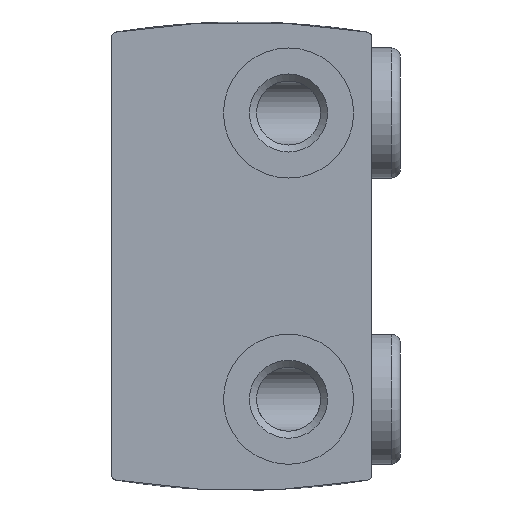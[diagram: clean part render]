
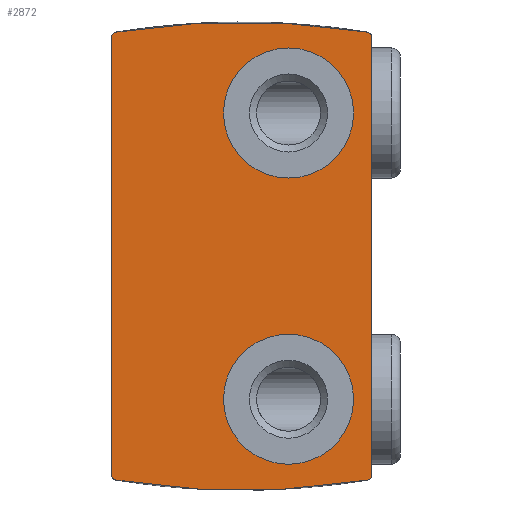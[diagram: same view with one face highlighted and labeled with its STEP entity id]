
A CAD part, front view. The second image highlights one B-rep face of the part: STEP entity #2872.
In plain terms, the highlighted planar face has unit normal (0, -1, 0).
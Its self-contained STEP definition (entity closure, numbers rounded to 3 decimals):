
#112=LINE('',#4101,#293);
#118=LINE('',#4129,#299);
#293=VECTOR('',#3391,1000.);
#299=VECTOR('',#3421,1000.);
#439=PLANE('',#3078);
#649=ORIENTED_EDGE('',*,*,#1227,.F.);
#650=ORIENTED_EDGE('',*,*,#1228,.F.);
#651=ORIENTED_EDGE('',*,*,#1183,.F.);
#652=ORIENTED_EDGE('',*,*,#1217,.F.);
#653=ORIENTED_EDGE('',*,*,#1206,.F.);
#654=ORIENTED_EDGE('',*,*,#1203,.F.);
#655=ORIENTED_EDGE('',*,*,#1198,.F.);
#656=ORIENTED_EDGE('',*,*,#1195,.F.);
#657=ORIENTED_EDGE('',*,*,#1192,.F.);
#658=ORIENTED_EDGE('',*,*,#1189,.F.);
#1183=EDGE_CURVE('',#1476,#1477,#1658,.T.);
#1189=EDGE_CURVE('',#1477,#1482,#112,.T.);
#1192=EDGE_CURVE('',#1482,#1484,#1662,.T.);
#1195=EDGE_CURVE('',#1484,#1486,#1664,.T.);
#1198=EDGE_CURVE('',#1486,#1488,#1666,.T.);
#1203=EDGE_CURVE('',#1488,#1492,#118,.T.);
#1206=EDGE_CURVE('',#1492,#1494,#1670,.T.);
#1217=EDGE_CURVE('',#1494,#1476,#1676,.T.);
#1227=EDGE_CURVE('',#1512,#1512,#1684,.T.);
#1228=EDGE_CURVE('',#1513,#1513,#1685,.T.);
#1476=VERTEX_POINT('',#4089);
#1477=VERTEX_POINT('',#4090);
#1482=VERTEX_POINT('',#4102);
#1484=VERTEX_POINT('',#4108);
#1486=VERTEX_POINT('',#4114);
#1488=VERTEX_POINT('',#4120);
#1492=VERTEX_POINT('',#4130);
#1494=VERTEX_POINT('',#4136);
#1512=VERTEX_POINT('',#4190);
#1513=VERTEX_POINT('',#4192);
#1658=CIRCLE('',#3044,0.2);
#1662=CIRCLE('',#3050,0.2);
#1664=CIRCLE('',#3053,30.);
#1666=CIRCLE('',#3056,0.2);
#1670=CIRCLE('',#3062,0.2);
#1676=CIRCLE('',#3069,30.);
#1684=CIRCLE('',#3079,2.5);
#1685=CIRCLE('',#3080,2.5);
#1768=EDGE_LOOP('',(#649));
#1769=EDGE_LOOP('',(#650));
#1770=EDGE_LOOP('',(#651,#652,#653,#654,#655,#656,#657,#658));
#1959=FACE_BOUND('',#1768,.T.);
#1960=FACE_BOUND('',#1769,.T.);
#1961=FACE_BOUND('',#1770,.T.);
#2872=ADVANCED_FACE('',(#1959,#1960,#1961),#439,.F.);
#3044=AXIS2_PLACEMENT_3D('',#4088,#3379,#3380);
#3050=AXIS2_PLACEMENT_3D('',#4107,#3396,#3397);
#3053=AXIS2_PLACEMENT_3D('',#4113,#3403,#3404);
#3056=AXIS2_PLACEMENT_3D('',#4119,#3410,#3411);
#3062=AXIS2_PLACEMENT_3D('',#4135,#3426,#3427);
#3069=AXIS2_PLACEMENT_3D('',#4169,#3443,#3444);
#3078=AXIS2_PLACEMENT_3D('',#4188,#3463,#3464);
#3079=AXIS2_PLACEMENT_3D('',#4189,#3465,#3466);
#3080=AXIS2_PLACEMENT_3D('',#4191,#3467,#3468);
#3379=DIRECTION('',(0.,1.,0.));
#3380=DIRECTION('',(1.,0.,0.));
#3391=DIRECTION('',(0.,0.,1.));
#3396=DIRECTION('',(0.,1.,0.));
#3397=DIRECTION('',(1.,0.,0.));
#3403=DIRECTION('',(0.,1.,0.));
#3404=DIRECTION('',(1.,0.,0.));
#3410=DIRECTION('',(0.,1.,0.));
#3411=DIRECTION('',(1.,0.,0.));
#3421=DIRECTION('',(0.,0.,-1.));
#3426=DIRECTION('',(0.,1.,0.));
#3427=DIRECTION('',(1.,0.,0.));
#3443=DIRECTION('',(0.,1.,0.));
#3444=DIRECTION('',(1.,0.,0.));
#3463=DIRECTION('',(0.,1.,0.));
#3464=DIRECTION('',(0.,0.,1.));
#3465=DIRECTION('',(0.,-1.,0.));
#3466=DIRECTION('',(0.,0.,-1.));
#3467=DIRECTION('',(0.,-1.,0.));
#3468=DIRECTION('',(0.,0.,-1.));
#4088=CARTESIAN_POINT('',(-4.8,0.,-8.411));
#4089=CARTESIAN_POINT('',(-4.832,0.,-8.608));
#4090=CARTESIAN_POINT('',(-5.,0.,-8.411));
#4101=CARTESIAN_POINT('',(-5.,0.,-8.411));
#4102=CARTESIAN_POINT('',(-5.,0.,8.411));
#4107=CARTESIAN_POINT('',(-4.8,0.,8.411));
#4108=CARTESIAN_POINT('',(-4.832,0.,8.608));
#4113=CARTESIAN_POINT('',(0.,0.,-21.));
#4114=CARTESIAN_POINT('',(4.832,0.,8.608));
#4119=CARTESIAN_POINT('',(4.8,0.,8.411));
#4120=CARTESIAN_POINT('',(5.,0.,8.411));
#4129=CARTESIAN_POINT('',(5.,0.,8.411));
#4130=CARTESIAN_POINT('',(5.,0.,-8.411));
#4135=CARTESIAN_POINT('',(4.8,0.,-8.411));
#4136=CARTESIAN_POINT('',(4.832,0.,-8.608));
#4169=CARTESIAN_POINT('',(0.,0.,21.));
#4188=CARTESIAN_POINT('',(-4.8,0.,-8.411));
#4189=CARTESIAN_POINT('',(-1.8,0.,-5.5));
#4190=CARTESIAN_POINT('',(-1.8,0.,-8.));
#4191=CARTESIAN_POINT('',(-1.8,0.,5.5));
#4192=CARTESIAN_POINT('',(-1.8,0.,3.));
